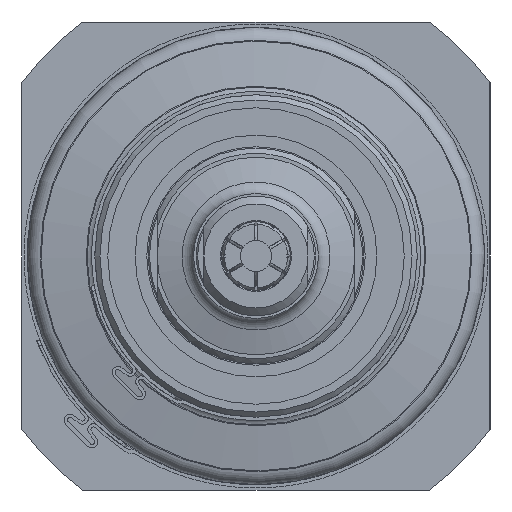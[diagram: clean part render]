
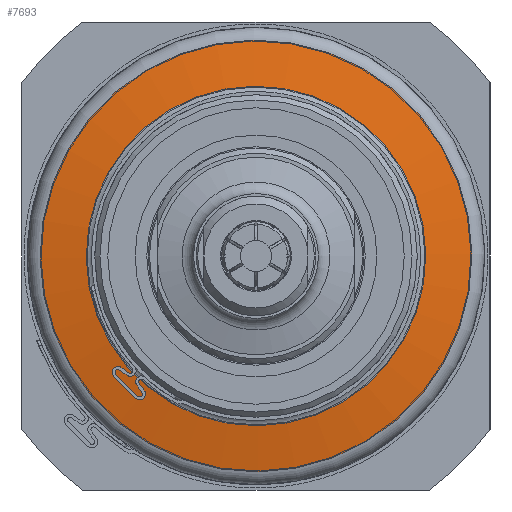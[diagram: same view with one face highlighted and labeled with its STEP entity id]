
A CAD part, left-side view. The second image highlights one B-rep face of the part: STEP entity #7693.
In plain terms, the highlighted conical face has half-angle 80 degrees and reference radius 37.087 mm.
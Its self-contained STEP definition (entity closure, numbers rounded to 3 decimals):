
#287=CONICAL_SURFACE('',#8420,37.087,1.396);
#525=LINE('',#12980,#953);
#953=VECTOR('',#10038,37.087);
#1597=FACE_OUTER_BOUND('',#2024,.T.);
#2024=EDGE_LOOP('',(#5868,#5869,#5870,#5871,#5872,#5873));
#2540=CIRCLE('',#8418,41.521);
#2541=CIRCLE('',#8419,41.521);
#2542=CIRCLE('',#8421,32.653);
#2543=CIRCLE('',#8422,32.653);
#3163=VERTEX_POINT('',#12973);
#3164=VERTEX_POINT('',#12975);
#3165=VERTEX_POINT('',#12979);
#3166=VERTEX_POINT('',#12981);
#4122=EDGE_CURVE('',#3163,#3164,#2540,.T.);
#4123=EDGE_CURVE('',#3164,#3163,#2541,.T.);
#4124=EDGE_CURVE('',#3164,#3165,#525,.T.);
#4125=EDGE_CURVE('',#3165,#3166,#2542,.T.);
#4126=EDGE_CURVE('',#3166,#3165,#2543,.T.);
#5868=ORIENTED_EDGE('',*,*,#4123,.F.);
#5869=ORIENTED_EDGE('',*,*,#4124,.T.);
#5870=ORIENTED_EDGE('',*,*,#4125,.T.);
#5871=ORIENTED_EDGE('',*,*,#4126,.T.);
#5872=ORIENTED_EDGE('',*,*,#4124,.F.);
#5873=ORIENTED_EDGE('',*,*,#4122,.F.);
#7693=ADVANCED_FACE('',(#1597),#287,.T.);
#8418=AXIS2_PLACEMENT_3D('',#12976,#10032,#10033);
#8419=AXIS2_PLACEMENT_3D('',#12977,#10034,#10035);
#8420=AXIS2_PLACEMENT_3D('',#12978,#10036,#10037);
#8421=AXIS2_PLACEMENT_3D('',#12982,#10039,#10040);
#8422=AXIS2_PLACEMENT_3D('',#12983,#10041,#10042);
#10032=DIRECTION('center_axis',(1.,0.,0.));
#10033=DIRECTION('ref_axis',(0.,-0.351,-0.937));
#10034=DIRECTION('center_axis',(1.,0.,0.));
#10035=DIRECTION('ref_axis',(0.,-0.351,-0.937));
#10036=DIRECTION('center_axis',(1.,0.,0.));
#10037=DIRECTION('ref_axis',(0.,0.937,-0.351));
#10038=DIRECTION('',(-0.174,0.922,-0.345));
#10039=DIRECTION('center_axis',(1.,0.,0.));
#10040=DIRECTION('ref_axis',(0.,-0.351,-0.937));
#10041=DIRECTION('center_axis',(1.,0.,0.));
#10042=DIRECTION('ref_axis',(0.,-0.351,-0.937));
#12973=CARTESIAN_POINT('',(54.57,14.56,38.885));
#12975=CARTESIAN_POINT('',(54.57,-38.885,14.56));
#12976=CARTESIAN_POINT('Origin',(54.57,0.,0.));
#12977=CARTESIAN_POINT('Origin',(54.57,0.,0.));
#12978=CARTESIAN_POINT('Origin',(53.788,0.,
0.));
#12979=CARTESIAN_POINT('',(53.006,-30.579,11.45));
#12980=CARTESIAN_POINT('',(53.788,-34.732,13.005));
#12981=CARTESIAN_POINT('',(53.006,11.45,30.579));
#12982=CARTESIAN_POINT('Origin',(53.006,0.,
0.));
#12983=CARTESIAN_POINT('Origin',(53.006,0.,
0.));
